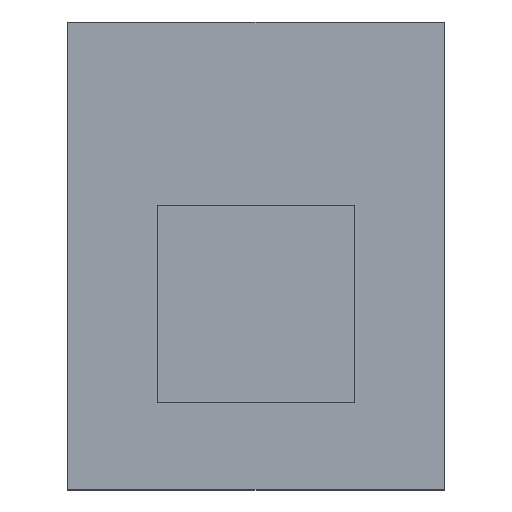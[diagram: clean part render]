
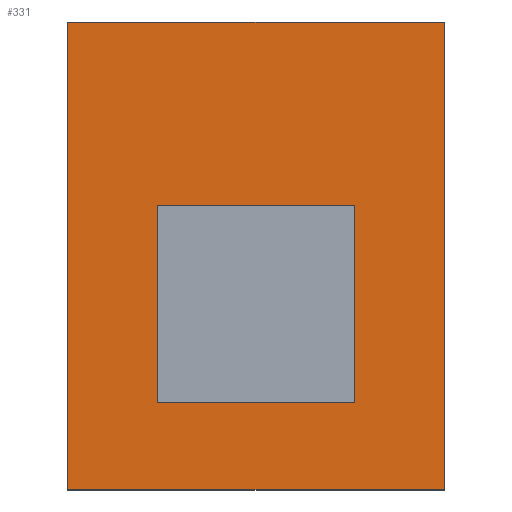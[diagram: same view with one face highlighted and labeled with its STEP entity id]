
A CAD part, top view. The second image highlights one B-rep face of the part: STEP entity #331.
In plain terms, the highlighted planar face has unit normal (0, 0, 1).
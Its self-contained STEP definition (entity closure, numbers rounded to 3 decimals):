
#17 = DIRECTION ( 'NONE',  ( 1., 0., 0. ) ) ;
#83 = LINE ( 'NONE', #419, #1425 ) ;
#133 = CARTESIAN_POINT ( 'NONE',  ( 0.38, 0.38, 0. ) ) ;
#152 = CARTESIAN_POINT ( 'NONE',  ( 0.725, -0.715, 0. ) ) ;
#153 = DIRECTION ( 'NONE',  ( -1., 0., 0. ) ) ;
#155 = LINE ( 'NONE', #873, #478 ) ;
#202 = ORIENTED_EDGE ( 'NONE', *, *, #1487, .F. ) ;
#249 = LINE ( 'NONE', #369, #851 ) ;
#252 = CARTESIAN_POINT ( 'NONE',  ( -0.725, -0.715, 0. ) ) ;
#277 = DIRECTION ( 'NONE',  ( 0., -1., 0. ) ) ;
#285 = ORIENTED_EDGE ( 'NONE', *, *, #1094, .T. ) ;
#331 = ADVANCED_FACE ( 'NONE', ( #614, #1492 ), #1484, .T. ) ;
#356 = EDGE_LOOP ( 'NONE', ( #1267, #202, #1402, #639 ) ) ;
#365 = EDGE_CURVE ( 'NONE', #1480, #1137, #1166, .T. ) ;
#369 = CARTESIAN_POINT ( 'NONE',  ( -0.725, -0.715, 0. ) ) ;
#375 = CARTESIAN_POINT ( 'NONE',  ( -0.38, 0.185, 0. ) ) ;
#382 = LINE ( 'NONE', #1495, #1363 ) ;
#403 = VERTEX_POINT ( 'NONE', #1401 ) ;
#416 = VERTEX_POINT ( 'NONE', #566 ) ;
#417 = CARTESIAN_POINT ( 'NONE',  ( -0.725, 1.085, 0. ) ) ;
#419 = CARTESIAN_POINT ( 'NONE',  ( -0.725, 1.085, 0. ) ) ;
#432 = ORIENTED_EDGE ( 'NONE', *, *, #740, .T. ) ;
#459 = VECTOR ( 'NONE', #277, 1000. ) ;
#478 = VECTOR ( 'NONE', #1377, 1000. ) ;
#493 = LINE ( 'NONE', #752, #459 ) ;
#494 = VERTEX_POINT ( 'NONE', #417 ) ;
#513 = CARTESIAN_POINT ( 'NONE',  ( 0.725, 1.085, 0. ) ) ;
#522 = VECTOR ( 'NONE', #1503, 1000. ) ;
#537 = DIRECTION ( 'NONE',  ( 1., 0., 0. ) ) ;
#566 = CARTESIAN_POINT ( 'NONE',  ( 0.38, -0.38, 0. ) ) ;
#596 = DIRECTION ( 'NONE',  ( 0., 1., 0. ) ) ;
#614 = FACE_OUTER_BOUND ( 'NONE', #356, .T. ) ;
#629 = ORIENTED_EDGE ( 'NONE', *, *, #365, .T. ) ;
#633 = CARTESIAN_POINT ( 'NONE',  ( -0.38, 0.38, 0. ) ) ;
#639 = ORIENTED_EDGE ( 'NONE', *, *, #1549, .F. ) ;
#701 = VERTEX_POINT ( 'NONE', #1359 ) ;
#711 = LINE ( 'NONE', #375, #1564 ) ;
#732 = VECTOR ( 'NONE', #537, 1000. ) ;
#734 = DIRECTION ( 'NONE',  ( 0., 0., 1. ) ) ;
#740 = EDGE_CURVE ( 'NONE', #416, #403, #155, .T. ) ;
#751 = DIRECTION ( 'NONE',  ( 0., 1., 0. ) ) ;
#752 = CARTESIAN_POINT ( 'NONE',  ( 0.38, 0.185, 0. ) ) ;
#851 = VECTOR ( 'NONE', #153, 1000. ) ;
#873 = CARTESIAN_POINT ( 'NONE',  ( 0., -0.38, 0. ) ) ;
#977 = VERTEX_POINT ( 'NONE', #252 ) ;
#988 = AXIS2_PLACEMENT_3D ( 'NONE', #1098, #734, #17 ) ;
#1063 = EDGE_LOOP ( 'NONE', ( #629, #1528, #432, #285 ) ) ;
#1094 = EDGE_CURVE ( 'NONE', #403, #1480, #711, .T. ) ;
#1098 = CARTESIAN_POINT ( 'NONE',  ( 0., 0.185, 0. ) ) ;
#1137 = VERTEX_POINT ( 'NONE', #133 ) ;
#1149 = VERTEX_POINT ( 'NONE', #152 ) ;
#1166 = LINE ( 'NONE', #1290, #732 ) ;
#1174 = EDGE_CURVE ( 'NONE', #701, #1149, #1246, .T. ) ;
#1182 = EDGE_CURVE ( 'NONE', #977, #494, #382, .T. ) ;
#1246 = LINE ( 'NONE', #513, #522 ) ;
#1267 = ORIENTED_EDGE ( 'NONE', *, *, #1182, .F. ) ;
#1279 = DIRECTION ( 'NONE',  ( 1., 0., 0. ) ) ;
#1290 = CARTESIAN_POINT ( 'NONE',  ( 0., 0.38, 0. ) ) ;
#1359 = CARTESIAN_POINT ( 'NONE',  ( 0.725, 1.085, 0. ) ) ;
#1363 = VECTOR ( 'NONE', #751, 1000. ) ;
#1377 = DIRECTION ( 'NONE',  ( -1., 0., 0. ) ) ;
#1401 = CARTESIAN_POINT ( 'NONE',  ( -0.38, -0.38, 0. ) ) ;
#1402 = ORIENTED_EDGE ( 'NONE', *, *, #1174, .F. ) ;
#1425 = VECTOR ( 'NONE', #1279, 1000. ) ;
#1459 = EDGE_CURVE ( 'NONE', #1137, #416, #493, .T. ) ;
#1480 = VERTEX_POINT ( 'NONE', #633 ) ;
#1484 = PLANE ( 'NONE',  #988 ) ;
#1487 = EDGE_CURVE ( 'NONE', #1149, #977, #249, .T. ) ;
#1492 = FACE_BOUND ( 'NONE', #1063, .T. ) ;
#1495 = CARTESIAN_POINT ( 'NONE',  ( -0.725, 1.085, 0. ) ) ;
#1503 = DIRECTION ( 'NONE',  ( 0., -1., 0. ) ) ;
#1528 = ORIENTED_EDGE ( 'NONE', *, *, #1459, .T. ) ;
#1549 = EDGE_CURVE ( 'NONE', #494, #701, #83, .T. ) ;
#1564 = VECTOR ( 'NONE', #596, 1000. ) ;
